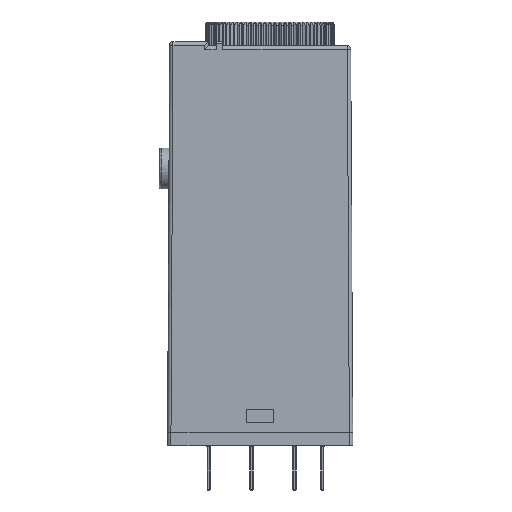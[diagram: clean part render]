
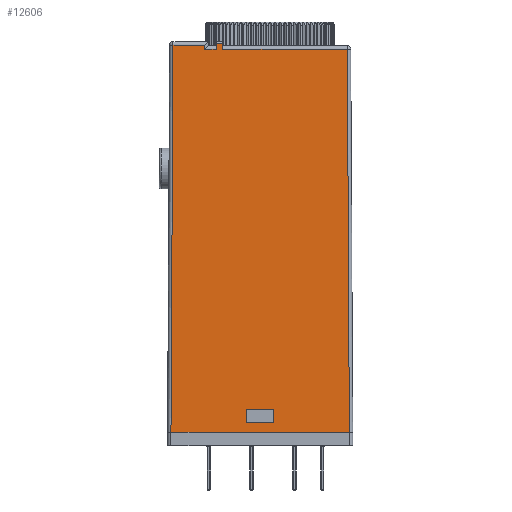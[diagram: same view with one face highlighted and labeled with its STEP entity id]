
A CAD part, front view. The second image highlights one B-rep face of the part: STEP entity #12606.
In plain terms, the highlighted planar face has unit normal (0, -1, 0.003).
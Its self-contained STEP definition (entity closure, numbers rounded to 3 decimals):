
#3498 = DIRECTION ( 'NONE',  ( 0., -1., 0.003 ) ) ;
#3499 = CARTESIAN_POINT ( 'NONE',  ( -13.65, -10.475, 0. ) ) ;
#3501 = PLANE ( 'NONE',  #5201 ) ;
#3503 = DIRECTION ( 'NONE',  ( 0., -0.003, -1. ) ) ;
#4606 = FACE_BOUND ( 'NONE', #15552, .T. ) ;
#4610 = FACE_OUTER_BOUND ( 'NONE', #15579, .T. ) ;
#5201 = AXIS2_PLACEMENT_3D ( 'NONE', #3499, #3498, #3503 ) ;
#5647 = CARTESIAN_POINT ( 'NONE',  ( -13.15, -10.475, 0. ) ) ;
#5706 = CARTESIAN_POINT ( 'NONE',  ( -6.5, -10.315, 57.4 ) ) ;
#5710 = CARTESIAN_POINT ( 'NONE',  ( -6.5, -10.317, 56.501 ) ) ;
#5723 = CARTESIAN_POINT ( 'NONE',  ( -12.851, -10.316, 57.101 ) ) ;
#5742 = CARTESIAN_POINT ( 'NONE',  ( -8.15, -10.317, 56.501 ) ) ;
#5779 = CARTESIAN_POINT ( 'NONE',  ( 13.15, -10.475, 0. ) ) ;
#5805 = CARTESIAN_POINT ( 'NONE',  ( 12.854, -10.317, 56.501 ) ) ;
#5825 = CARTESIAN_POINT ( 'NONE',  ( -6.5, -10.315, 57.401 ) ) ;
#5867 = CARTESIAN_POINT ( 'NONE',  ( 2., -10.471, 1.4 ) ) ;
#5883 = CARTESIAN_POINT ( 'NONE',  ( -5.5, -10.317, 56.501 ) ) ;
#6229 = CARTESIAN_POINT ( 'NONE',  ( -8.15, -10.316, 57.101 ) ) ;
#6281 = CARTESIAN_POINT ( 'NONE',  ( -2., -10.466, 3.4 ) ) ;
#6340 = CARTESIAN_POINT ( 'NONE',  ( -5.5, -10.315, 57.4 ) ) ;
#6468 = CARTESIAN_POINT ( 'NONE',  ( 2., -10.466, 3.4 ) ) ;
#6501 = CARTESIAN_POINT ( 'NONE',  ( -5.5, -10.315, 57.401 ) ) ;
#6576 = CARTESIAN_POINT ( 'NONE',  ( -2., -10.471, 1.4 ) ) ;
#11642 = EDGE_CURVE ( 'NONE', #18810, #17492, #20909, .T. ) ;
#11665 = EDGE_CURVE ( 'NONE', #18404, #18757, #20984, .T. ) ;
#11666 = EDGE_CURVE ( 'NONE', #17385, #17450, #20985, .T. ) ;
#11668 = EDGE_CURVE ( 'NONE', #17450, #17608, #20996, .T. ) ;
#11682 = EDGE_CURVE ( 'NONE', #18757, #17576, #21042, .T. ) ;
#11685 = EDGE_CURVE ( 'NONE', #18917, #18404, #21048, .T. ) ;
#11697 = EDGE_CURVE ( 'NONE', #17576, #18917, #21089, .T. ) ;
#11699 = EDGE_CURVE ( 'NONE', #17259, #17138, #21099, .T. ) ;
#11714 = EDGE_CURVE ( 'NONE', #18300, #17259, #22764, .T. ) ;
#11721 = EDGE_CURVE ( 'NONE', #17217, #17304, #22786, .T. ) ;
#11723 = EDGE_CURVE ( 'NONE', #18522, #17608, #22793, .T. ) ;
#11738 = EDGE_CURVE ( 'NONE', #18810, #18522, #22846, .T. ) ;
#11740 = EDGE_CURVE ( 'NONE', #17304, #18300, #22849, .T. ) ;
#11742 = EDGE_CURVE ( 'NONE', #17205, #17217, #22856, .T. ) ;
#11757 = EDGE_CURVE ( 'NONE', #17492, #17205, #22905, .T. ) ;
#11806 = EDGE_CURVE ( 'NONE', #17138, #17385, #23067, .T. ) ;
#12606 = ADVANCED_FACE ( 'NONE', ( #4606, #4610 ), #3501, .T. ) ;
#14994 = ORIENTED_EDGE ( 'NONE', *, *, #11668, .T. ) ;
#15000 = ORIENTED_EDGE ( 'NONE', *, *, #11699, .T. ) ;
#15024 = ORIENTED_EDGE ( 'NONE', *, *, #11666, .T. ) ;
#15095 = ORIENTED_EDGE ( 'NONE', *, *, #11723, .F. ) ;
#15097 = ORIENTED_EDGE ( 'NONE', *, *, #11714, .T. ) ;
#15098 = ORIENTED_EDGE ( 'NONE', *, *, #11697, .T. ) ;
#15114 = ORIENTED_EDGE ( 'NONE', *, *, #11740, .T. ) ;
#15116 = ORIENTED_EDGE ( 'NONE', *, *, #11665, .T. ) ;
#15117 = ORIENTED_EDGE ( 'NONE', *, *, #11685, .T. ) ;
#15118 = ORIENTED_EDGE ( 'NONE', *, *, #11738, .F. ) ;
#15119 = ORIENTED_EDGE ( 'NONE', *, *, #11682, .T. ) ;
#15120 = ORIENTED_EDGE ( 'NONE', *, *, #11742, .T. ) ;
#15121 = ORIENTED_EDGE ( 'NONE', *, *, #11757, .T. ) ;
#15122 = ORIENTED_EDGE ( 'NONE', *, *, #11642, .T. ) ;
#15131 = ORIENTED_EDGE ( 'NONE', *, *, #11721, .T. ) ;
#15222 = ORIENTED_EDGE ( 'NONE', *, *, #11806, .T. ) ;
#15552 = EDGE_LOOP ( 'NONE', ( #15098, #15117, #15116, #15119 ) ) ;
#15579 = EDGE_LOOP ( 'NONE', ( #15118, #15122, #15121, #15120, #15131, #15114, #15097, #15000, #15222, #15024, #14994, #15095 ) ) ;
#17138 = VERTEX_POINT ( 'NONE', #5647 ) ;
#17205 = VERTEX_POINT ( 'NONE', #5706 ) ;
#17217 = VERTEX_POINT ( 'NONE', #5710 ) ;
#17259 = VERTEX_POINT ( 'NONE', #5723 ) ;
#17304 = VERTEX_POINT ( 'NONE', #5742 ) ;
#17385 = VERTEX_POINT ( 'NONE', #5779 ) ;
#17450 = VERTEX_POINT ( 'NONE', #5805 ) ;
#17492 = VERTEX_POINT ( 'NONE', #5825 ) ;
#17576 = VERTEX_POINT ( 'NONE', #5867 ) ;
#17608 = VERTEX_POINT ( 'NONE', #5883 ) ;
#18300 = VERTEX_POINT ( 'NONE', #6229 ) ;
#18404 = VERTEX_POINT ( 'NONE', #6281 ) ;
#18522 = VERTEX_POINT ( 'NONE', #6340 ) ;
#18757 = VERTEX_POINT ( 'NONE', #6468 ) ;
#18810 = VERTEX_POINT ( 'NONE', #6501 ) ;
#18917 = VERTEX_POINT ( 'NONE', #6576 ) ;
#20527 = CARTESIAN_POINT ( 'NONE',  ( -13.65, -10.315, 57.401 ) ) ;
#20528 = DIRECTION ( 'NONE',  ( -1., 0., 0. ) ) ;
#20653 = DIRECTION ( 'NONE',  ( -0.005, 0.003, 1. ) ) ;
#20661 = CARTESIAN_POINT ( 'NONE',  ( 13.149, -10.475, 0.14 ) ) ;
#20909 = LINE ( 'NONE', #20527, #20910 ) ;
#20910 = VECTOR ( 'NONE', #20528, 1000. ) ;
#20984 = LINE ( 'NONE', #21608, #20986 ) ;
#20985 = LINE ( 'NONE', #20661, #20990 ) ;
#20986 = VECTOR ( 'NONE', #21609, 1000. ) ;
#20990 = VECTOR ( 'NONE', #20653, 1000. ) ;
#20994 = VECTOR ( 'NONE', #21624, 1000. ) ;
#20996 = LINE ( 'NONE', #21623, #20994 ) ;
#21042 = LINE ( 'NONE', #21709, #21043 ) ;
#21043 = VECTOR ( 'NONE', #21710, 1000. ) ;
#21048 = LINE ( 'NONE', #21724, #21050 ) ;
#21050 = VECTOR ( 'NONE', #21725, 1000. ) ;
#21089 = LINE ( 'NONE', #21796, #21091 ) ;
#21091 = VECTOR ( 'NONE', #21797, 1000. ) ;
#21097 = VECTOR ( 'NONE', #21811, 1000. ) ;
#21099 = LINE ( 'NONE', #21810, #21097 ) ;
#21608 = CARTESIAN_POINT ( 'NONE',  ( -13.65, -10.466, 3.4 ) ) ;
#21609 = DIRECTION ( 'NONE',  ( 1., 0., 0. ) ) ;
#21623 = CARTESIAN_POINT ( 'NONE',  ( -7.65, -10.317, 56.501 ) ) ;
#21624 = DIRECTION ( 'NONE',  ( -1., 0., 0. ) ) ;
#21709 = CARTESIAN_POINT ( 'NONE',  ( 2., -10.475, 0. ) ) ;
#21710 = DIRECTION ( 'NONE',  ( 0., -0.003, -1. ) ) ;
#21724 = CARTESIAN_POINT ( 'NONE',  ( -2., -10.475, 0. ) ) ;
#21725 = DIRECTION ( 'NONE',  ( 0., 0.003, 1. ) ) ;
#21796 = CARTESIAN_POINT ( 'NONE',  ( -13.65, -10.471, 1.4 ) ) ;
#21797 = DIRECTION ( 'NONE',  ( -1., 0., 0. ) ) ;
#21810 = CARTESIAN_POINT ( 'NONE',  ( -13.15, -10.475, -0.003 ) ) ;
#21811 = DIRECTION ( 'NONE',  ( -0.005, -0.003, -1. ) ) ;
#21898 = CARTESIAN_POINT ( 'NONE',  ( -13.65, -10.316, 57.101 ) ) ;
#21899 = DIRECTION ( 'NONE',  ( -1., 0., 0. ) ) ;
#21937 = CARTESIAN_POINT ( 'NONE',  ( -7.65, -10.317, 56.501 ) ) ;
#21938 = DIRECTION ( 'NONE',  ( -1., 0., 0. ) ) ;
#21949 = CARTESIAN_POINT ( 'NONE',  ( -5.5, -10.317, 56.501 ) ) ;
#21950 = DIRECTION ( 'NONE',  ( 0., -0.003, -1. ) ) ;
#22042 = CARTESIAN_POINT ( 'NONE',  ( -5.5, -10.317, 56.501 ) ) ;
#22044 = DIRECTION ( 'NONE',  ( 0., -0.003, -1. ) ) ;
#22061 = CARTESIAN_POINT ( 'NONE',  ( -8.15, -10.475, 0. ) ) ;
#22063 = DIRECTION ( 'NONE',  ( 0., 0.003, 1. ) ) ;
#22076 = CARTESIAN_POINT ( 'NONE',  ( -6.5, -10.317, 56.501 ) ) ;
#22077 = DIRECTION ( 'NONE',  ( 0., -0.003, -1. ) ) ;
#22168 = CARTESIAN_POINT ( 'NONE',  ( -6.5, -10.317, 56.501 ) ) ;
#22169 = DIRECTION ( 'NONE',  ( 0., -0.003, -1. ) ) ;
#22490 = CARTESIAN_POINT ( 'NONE',  ( -13.65, -10.475, 0. ) ) ;
#22491 = DIRECTION ( 'NONE',  ( 1., 0., 0. ) ) ;
#22764 = LINE ( 'NONE', #21898, #22766 ) ;
#22766 = VECTOR ( 'NONE', #21899, 1000. ) ;
#22786 = LINE ( 'NONE', #21937, #22788 ) ;
#22788 = VECTOR ( 'NONE', #21938, 1000. ) ;
#22793 = LINE ( 'NONE', #21949, #22795 ) ;
#22795 = VECTOR ( 'NONE', #21950, 1000. ) ;
#22844 = VECTOR ( 'NONE', #22044, 1000. ) ;
#22846 = LINE ( 'NONE', #22042, #22844 ) ;
#22849 = LINE ( 'NONE', #22061, #22851 ) ;
#22851 = VECTOR ( 'NONE', #22063, 1000. ) ;
#22856 = LINE ( 'NONE', #22076, #22858 ) ;
#22858 = VECTOR ( 'NONE', #22077, 1000. ) ;
#22905 = LINE ( 'NONE', #22168, #22907 ) ;
#22907 = VECTOR ( 'NONE', #22169, 1000. ) ;
#23067 = LINE ( 'NONE', #22490, #23068 ) ;
#23068 = VECTOR ( 'NONE', #22491, 1000. ) ;
